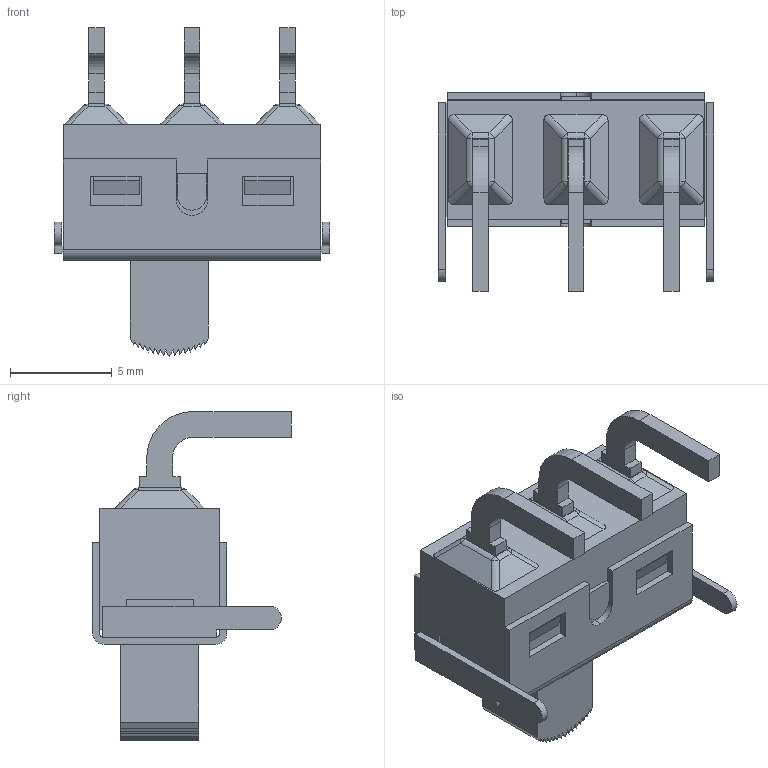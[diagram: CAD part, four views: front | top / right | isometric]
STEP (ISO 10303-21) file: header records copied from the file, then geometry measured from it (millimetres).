
FILE_DESCRIPTION (( 'STEP AP214' ), '1' );
FILE_NAME ('500SSP3S1M6QEA.STEP', '2022-09-13T09:51:11', ( '' ), ( '' ), 'SwSTEP 2.0', 'SolidWorks 2017', '' );
FILE_SCHEMA (( 'AUTOMOTIVE_DESIGN' ));
Length unit declared in the file: millimetre
Products named in the file (2): 500SSP3S1M6QEA--3DModel-STEP-520916; 500SSP3S1M6QEA
Assembly tree (1 placements, depth 2):
  500SSP3S1M6QEA
    500SSP3S1M6QEA--3DModel-STEP-520916
Bounding box: 13.57 x 9.78 x 16.19 mm (x, y, z)
Volume: 414.5 mm3; surface area: 1182.6 mm2
Topology: 1 solids, 1 shells, 256 faces, 697 edges, 448 vertices
Faces by surface type: plane 198, cylinder 44, bspline 12, cone 2
Entity records: 8153 total; most frequent: CARTESIAN_POINT 1621, ORIENTED_EDGE 1394, DIRECTION 1259, EDGE_CURVE 697, VECTOR 607, LINE 607, VERTEX_POINT 448, AXIS2_PLACEMENT_3D 326
